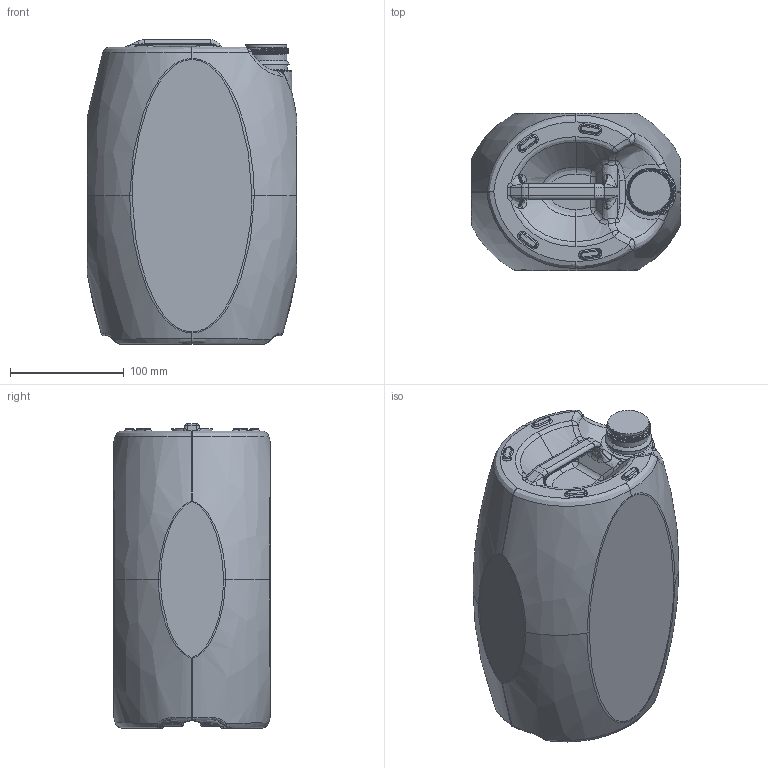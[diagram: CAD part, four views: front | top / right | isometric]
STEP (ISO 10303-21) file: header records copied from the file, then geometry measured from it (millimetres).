
FILE_DESCRIPTION(('FreeCAD Model'),'2;1');
FILE_NAME('Open CASCADE Shape Model','2025-05-03T08:00:41',('FreeCAD'),( 'FreeCAD'),'Open CASCADE STEP processor 7.6','FreeCAD','Unknown');
FILE_SCHEMA(('AUTOMOTIVE_DESIGN { 1 0 10303 214 1 1 1 1 }'));
Products named in the file (1): Open CASCADE STEP translator 7.6 1
Bounding box: 184.6 x 138.18 x 268.09 mm (x, y, z)
Volume: 5289509.9 mm3; surface area: 178061.9 mm2
Topology: 1 solids, 1 shells, 781 faces, 1954 edges, 1189 vertices
Faces by surface type: bspline 781
Entity records: 64637 total; most frequent: CARTESIAN_POINT 53364, ORIENTED_EDGE 3858, EDGE_CURVE 1929, B_SPLINE_CURVE_WITH_KNOTS 1461, VERTEX_POINT 1189, FACE_BOUND 824, EDGE_LOOP 824, ADVANCED_FACE 781
